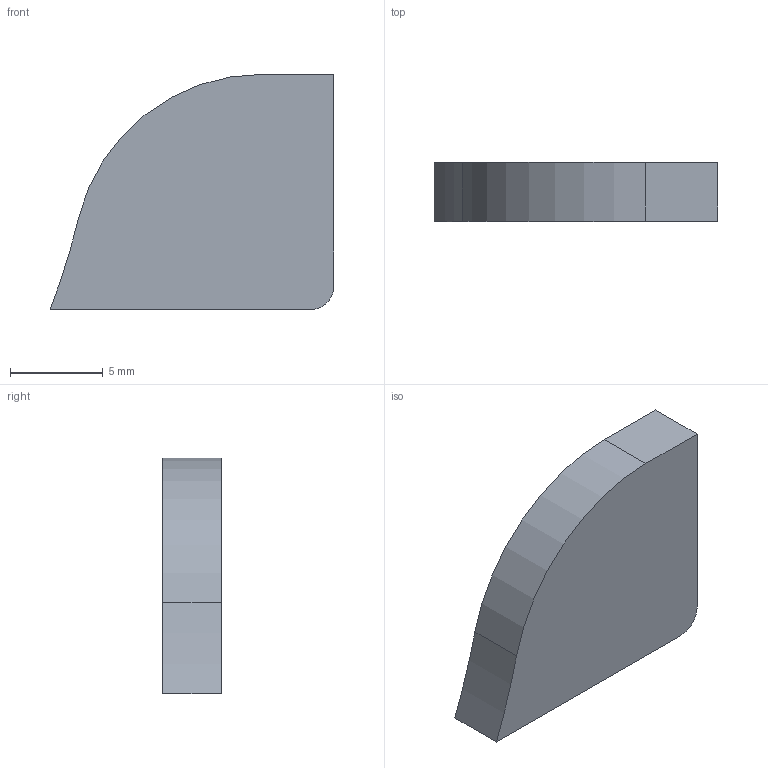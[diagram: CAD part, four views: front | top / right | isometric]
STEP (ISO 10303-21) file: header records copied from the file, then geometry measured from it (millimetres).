
FILE_DESCRIPTION (( 'STEP AP214' ), '1' );
FILE_NAME ('FilletTool_40.STEP', '2025-10-26T01:19:58', ( '' ), ( '' ), 'SwSTEP 2.0', 'SolidWorks 2025', '' );
FILE_SCHEMA (( 'AUTOMOTIVE_DESIGN' ));
Length unit declared in the file: inch
Products named in the file (1): FilletTool_40
Bounding box: 15.31 x 3.17 x 12.7 mm (x, y, z)
Volume: 385.6 mm3; surface area: 499.2 mm2
Topology: 1 solids, 1 shells, 60 faces, 153 edges, 102 vertices
Faces by surface type: plane 48, bspline 8, cylinder 4
Entity records: 2244 total; most frequent: CARTESIAN_POINT 804, ORIENTED_EDGE 306, DIRECTION 251, EDGE_CURVE 153, LINE 129, VECTOR 129, VERTEX_POINT 102, EDGE_LOOP 67
